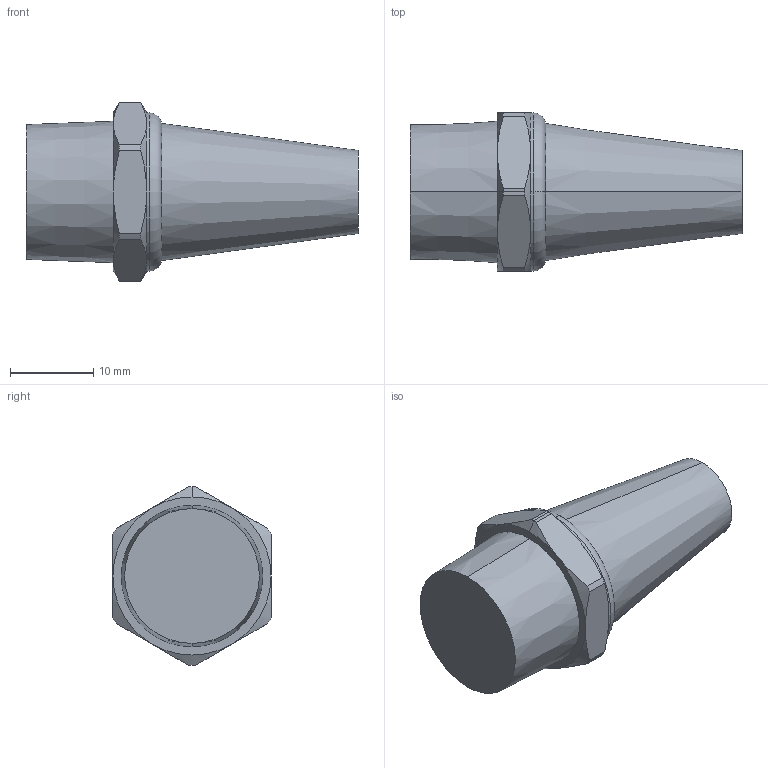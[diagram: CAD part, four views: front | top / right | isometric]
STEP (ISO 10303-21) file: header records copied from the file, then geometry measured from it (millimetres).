
FILE_DESCRIPTION (( 'STEP AP214' ), '1' );
FILE_NAME ('AZ-SCT4_IC.STEP', '2020-03-31T06:27:23', ( '' ), ( '' ), 'SwSTEP 2.0', 'SolidWorks 2020', '' );
FILE_SCHEMA (( 'AUTOMOTIVE_DESIGN' ));
Length unit declared in the file: millimetre
Products named in the file (1): AZ-SCT4_IC
Bounding box: 39.9 x 19 x 21.5 mm (x, y, z)
Volume: 7310.8 mm3; surface area: 2309.6 mm2
Topology: 1 solids, 1 shells, 38 faces, 87 edges, 52 vertices
Faces by surface type: cone 18, cylinder 9, plane 9, torus 2
Entity records: 1199 total; most frequent: CARTESIAN_POINT 322, DIRECTION 183, ORIENTED_EDGE 174, EDGE_CURVE 87, AXIS2_PLACEMENT_3D 81, VERTEX_POINT 52, CIRCLE 42, EDGE_LOOP 39
